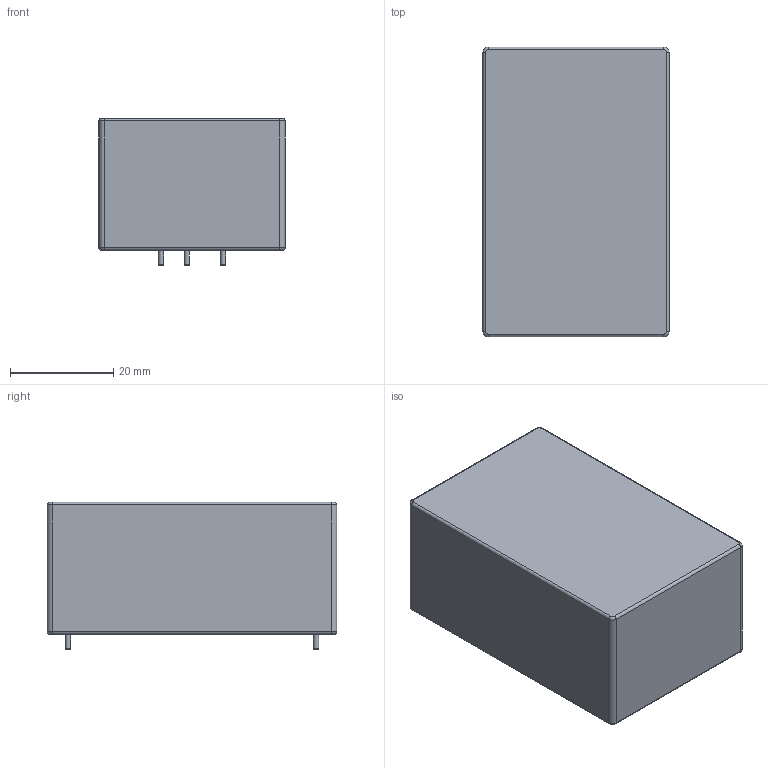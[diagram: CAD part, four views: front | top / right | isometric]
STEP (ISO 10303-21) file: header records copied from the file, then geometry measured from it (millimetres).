
FILE_DESCRIPTION(/* description */ ('model of Converter_ACDC_Vigortronix_VTX-214-010-xxx_THT'),/* implementation_level */ '2;1');
FILE_NAME(/* name */ 'Converter_ACDC_Vigortronix_VTX-214-010-xxx_THT.step',/* time_stamp */ '2018-03-25T15:38:29',/* author */ ('kicad StepUp','ksu'),/* organization */ ('FreeCAD'),/* preprocessor_version */ 'OCC',/* originating_system */ 'kicad StepUp',/* authorisation */ '');
FILE_SCHEMA(('AUTOMOTIVE_DESIGN { 1 0 10303 214 1 1 1 1 }'));
Length unit declared in the file: millimetre
Products named in the file (5): ASSEMBLY; Converter_ACDC_Vigortronix_VTX_214_010_xxx_THT001; Shape0_38823197446; Shape0_0376084372862; Converter_ACDC_Vigortronix_VTX_214_010_xxx_THT
Assembly tree (4 placements, depth 2):
  ASSEMBLY
    Converter_ACDC_Vigortronix_VTX_214_010_xxx_THT001
    Shape0_38823197446
    Shape0_0376084372862
    Converter_ACDC_Vigortronix_VTX_214_010_xxx_THT
Bounding box: 36 x 56 x 28.5 mm (x, y, z)
Surface area: 17244.2 mm2
Topology: 7 solids, 7 shells, 74 faces, 144 edges, 84 vertices
Faces by surface type: cylinder 28, plane 26, torus 20
Full cylindrical faces by diameter (mm): 1 x4
Entity records: 2193 total; most frequent: DIRECTION 382, CARTESIAN_POINT 307, ORIENTED_EDGE 288, AXIS2_PLACEMENT_3D 159, EDGE_CURVE 144, VERTEX_POINT 84, CIRCLE 80, ADVANCED_FACE 74
